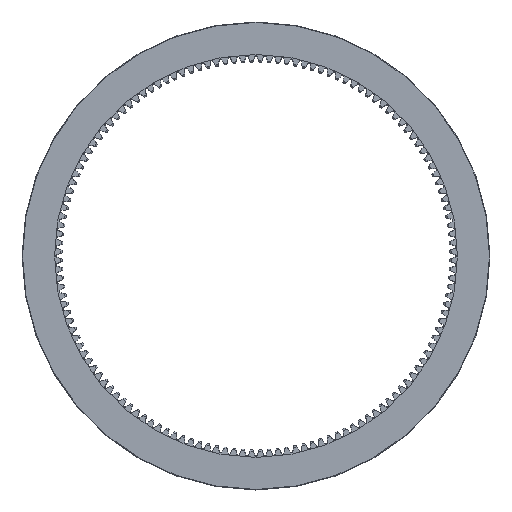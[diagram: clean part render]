
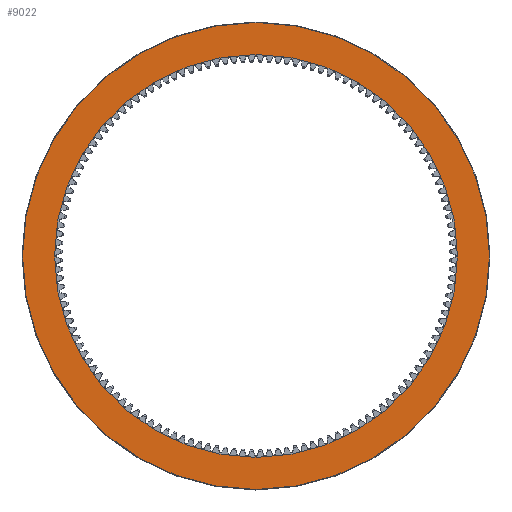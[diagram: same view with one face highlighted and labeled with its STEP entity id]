
A CAD part, top view. The second image highlights one B-rep face of the part: STEP entity #9022.
In plain terms, the highlighted planar face has unit normal (0, 0, 1).
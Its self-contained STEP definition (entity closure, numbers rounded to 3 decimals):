
#3247 = CARTESIAN_POINT ( 'NONE',  ( -430.5, 0., 41. ) ) ;
#6355 = CIRCLE ( 'NONE', #48624, 499. ) ;
#7025 = CARTESIAN_POINT ( 'NONE',  ( 0., 0., 41. ) ) ;
#9022 = ADVANCED_FACE ( 'NONE', ( #36077, #56695 ), #35083, .T. ) ;
#9734 = CARTESIAN_POINT ( 'NONE',  ( 499., 0., 41. ) ) ;
#11476 = DIRECTION ( 'NONE',  ( -1., 0., 0. ) ) ;
#15146 = DIRECTION ( 'NONE',  ( 1., 0., 0. ) ) ;
#15425 = EDGE_LOOP ( 'NONE', ( #52767 ) ) ;
#15712 = DIRECTION ( 'NONE',  ( 0., 0., 1. ) ) ;
#16739 = EDGE_CURVE ( 'NONE', #39662, #39662, #6355, .T. ) ;
#17352 = EDGE_LOOP ( 'NONE', ( #56833 ) ) ;
#17940 = AXIS2_PLACEMENT_3D ( 'NONE', #28860, #24425, #11476 ) ;
#21158 = DIRECTION ( 'NONE',  ( 0., 0., 1. ) ) ;
#24425 = DIRECTION ( 'NONE',  ( 0., 0., -1. ) ) ;
#24515 = VERTEX_POINT ( 'NONE', #40527 ) ;
#28860 = CARTESIAN_POINT ( 'NONE',  ( 0., 0., 41. ) ) ;
#28877 = CIRCLE ( 'NONE', #17940, 430.5 ) ;
#30212 = DIRECTION ( 'NONE',  ( 1., 0., 0. ) ) ;
#31958 = AXIS2_PLACEMENT_3D ( 'NONE', #3247, #21158, #30212 ) ;
#35083 = PLANE ( 'NONE',  #31958 ) ;
#36077 = FACE_OUTER_BOUND ( 'NONE', #17352, .T. ) ;
#39662 = VERTEX_POINT ( 'NONE', #9734 ) ;
#40527 = CARTESIAN_POINT ( 'NONE',  ( -430.5, 0., 41. ) ) ;
#46709 = EDGE_CURVE ( 'NONE', #24515, #24515, #28877, .T. ) ;
#48624 = AXIS2_PLACEMENT_3D ( 'NONE', #7025, #15712, #15146 ) ;
#52767 = ORIENTED_EDGE ( 'NONE', *, *, #46709, .T. ) ;
#56695 = FACE_BOUND ( 'NONE', #15425, .T. ) ;
#56833 = ORIENTED_EDGE ( 'NONE', *, *, #16739, .T. ) ;
